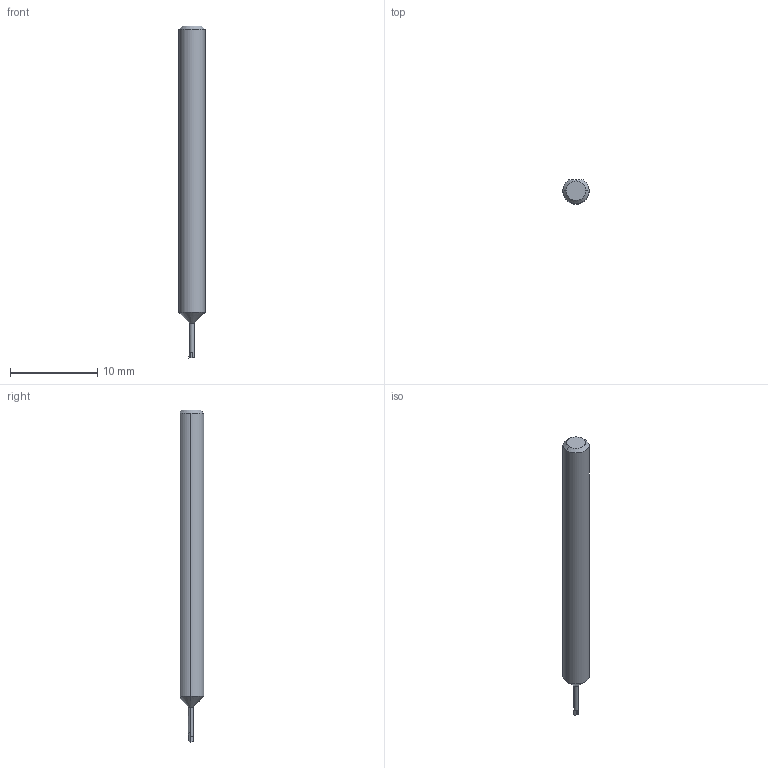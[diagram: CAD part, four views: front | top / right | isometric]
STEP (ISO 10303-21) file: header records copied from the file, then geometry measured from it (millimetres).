
FILE_DESCRIPTION (( 'STEP AP214' ), '1' );
FILE_NAME ('Micro_MBBM-007040.STEP', '2021-09-04T01:29:43', ( '' ), ( '' ), 'SwSTEP 2.0', 'SolidWorks 2020', '' );
FILE_SCHEMA (( 'AUTOMOTIVE_DESIGN' ));
Length unit declared in the file: inch
Products named in the file (1): Micro_MBBM-007040
Bounding box: 3 x 2.75 x 38 mm (x, y, z)
Volume: 226.1 mm3; surface area: 327.1 mm2
Topology: 1 solids, 1 shells, 19 faces, 42 edges, 25 vertices
Faces by surface type: plane 9, cone 5, cylinder 5
Entity records: 575 total; most frequent: CARTESIAN_POINT 126, DIRECTION 87, ORIENTED_EDGE 84, EDGE_CURVE 42, AXIS2_PLACEMENT_3D 34, VERTEX_POINT 25, FACE_OUTER_BOUND 19, EDGE_LOOP 19
